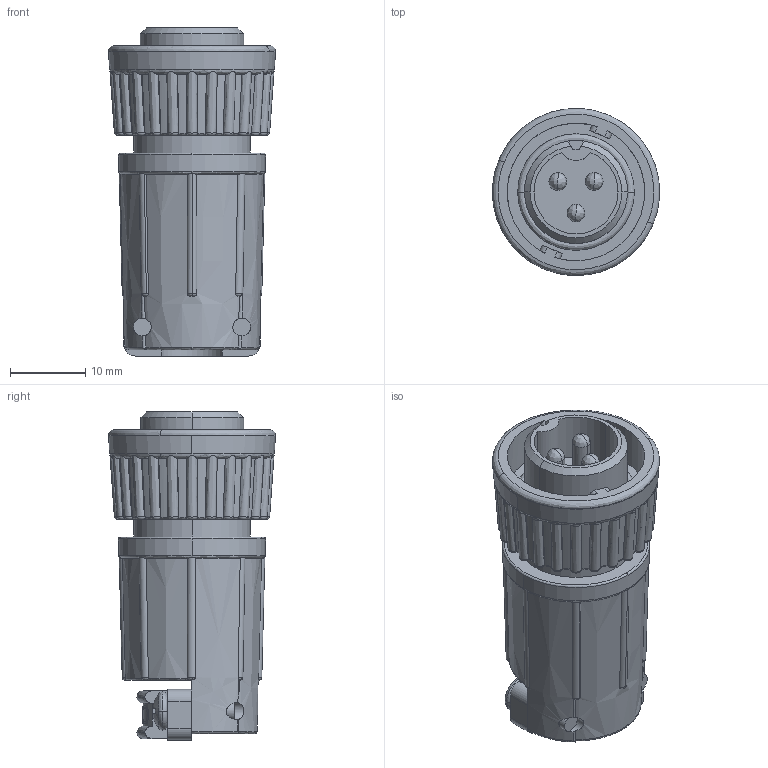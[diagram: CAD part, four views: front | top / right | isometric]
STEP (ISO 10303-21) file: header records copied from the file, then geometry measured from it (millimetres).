
FILE_DESCRIPTION (( 'STEP AP203' ), '1' );
FILE_NAME ('3180-3PG-524.STEP', '2015-03-25T16:07:09', ( '' ), ( '' ), 'SwSTEP 2.0', 'SolidWorks 2014', '' );
FILE_SCHEMA (( 'CONFIG_CONTROL_DESIGN' ));
Length unit declared in the file: inch
Products named in the file (1): 3180-3PG-524
Bounding box: 22.22 x 22.21 x 43.63 mm (x, y, z)
Volume: 9696.5 mm3; surface area: 5099.6 mm2
Topology: 1 solids, 1 shells, 413 faces, 1165 edges, 762 vertices
Faces by surface type: bspline 177, plane 137, cylinder 60, cone 39
Entity records: 19661 total; most frequent: CARTESIAN_POINT 10757, ORIENTED_EDGE 2314, DIRECTION 1293, EDGE_CURVE 1157, VERTEX_POINT 762, AXIS2_PLACEMENT_3D 519, B_SPLINE_CURVE_WITH_KNOTS 460, EDGE_LOOP 431
